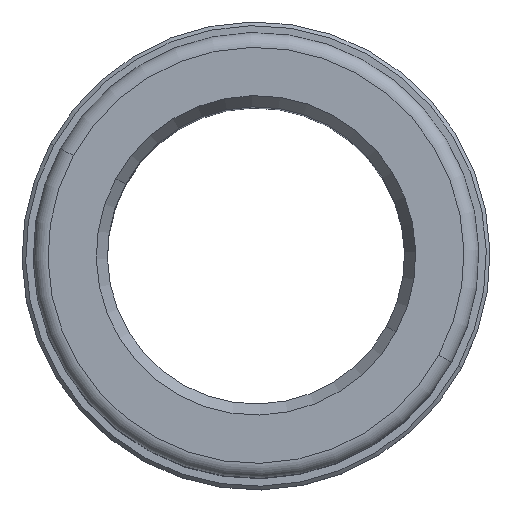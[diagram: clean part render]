
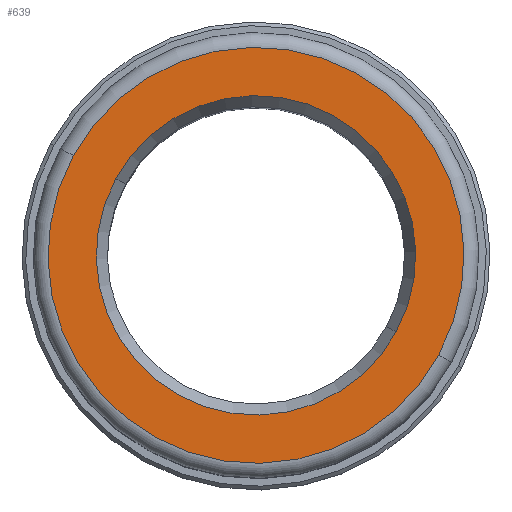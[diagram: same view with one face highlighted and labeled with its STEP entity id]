
A CAD part, top view. The second image highlights one B-rep face of the part: STEP entity #639.
In plain terms, the highlighted planar face has unit normal (0, 0, 1).
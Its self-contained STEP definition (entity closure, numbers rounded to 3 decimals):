
#245=CARTESIAN_POINT('Axis2P3D Location',(0.,0.,53.)) ;
#249=CARTESIAN_POINT('Vertex',(-18.868,10.308,53.)) ;
#251=CARTESIAN_POINT('Vertex',(18.868,-10.308,53.)) ;
#280=CARTESIAN_POINT('Axis2P3D Location',(0.,0.,53.)) ;
#612=CARTESIAN_POINT('Axis2P3D Location',(-21.5,0.,53.)) ;
#617=CARTESIAN_POINT('Axis2P3D Location',(0.,0.,53.)) ;
#621=CARTESIAN_POINT('Vertex',(-24.572,13.424,53.)) ;
#623=CARTESIAN_POINT('Vertex',(24.572,-13.424,53.)) ;
#626=CARTESIAN_POINT('Axis2P3D Location',(0.,0.,53.)) ;
#246=DIRECTION('Axis2P3D Direction',(-0.,0.,1.)) ;
#281=DIRECTION('Axis2P3D Direction',(-0.,0.,1.)) ;
#613=DIRECTION('Axis2P3D Direction',(0.,0.,-1.)) ;
#614=DIRECTION('Axis2P3D XDirection',(1.,0.,0.)) ;
#618=DIRECTION('Axis2P3D Direction',(0.,0.,-1.)) ;
#627=DIRECTION('Axis2P3D Direction',(0.,0.,-1.)) ;
#247=AXIS2_PLACEMENT_3D('Circle Axis2P3D',#245,#246,$) ;
#282=AXIS2_PLACEMENT_3D('Circle Axis2P3D',#280,#281,$) ;
#615=AXIS2_PLACEMENT_3D('Plane Axis2P3D',#612,#613,#614) ;
#619=AXIS2_PLACEMENT_3D('Circle Axis2P3D',#617,#618,$) ;
#628=AXIS2_PLACEMENT_3D('Circle Axis2P3D',#626,#627,$) ;
#632=ORIENTED_EDGE('',*,*,#625,.F.) ;
#633=ORIENTED_EDGE('',*,*,#630,.F.) ;
#636=ORIENTED_EDGE('',*,*,#284,.T.) ;
#637=ORIENTED_EDGE('',*,*,#253,.T.) ;
#638=FACE_BOUND('',#635,.T.) ;
#639=ADVANCED_FACE('PartBody',(#634,#638),#616,.F.) ;
#248=CIRCLE('generated circle',#247,21.5) ;
#283=CIRCLE('generated circle',#282,21.5) ;
#620=CIRCLE('generated circle',#619,28.) ;
#629=CIRCLE('generated circle',#628,28.) ;
#253=EDGE_CURVE('',#250,#252,#248,.F.) ;
#284=EDGE_CURVE('',#252,#250,#283,.F.) ;
#625=EDGE_CURVE('',#622,#624,#620,.T.) ;
#630=EDGE_CURVE('',#624,#622,#629,.T.) ;
#631=EDGE_LOOP('',(#632,#633)) ;
#635=EDGE_LOOP('',(#636,#637)) ;
#634=FACE_OUTER_BOUND('',#631,.T.) ;
#616=PLANE('Plane',#615) ;
#250=VERTEX_POINT('',#249) ;
#252=VERTEX_POINT('',#251) ;
#622=VERTEX_POINT('',#621) ;
#624=VERTEX_POINT('',#623) ;
